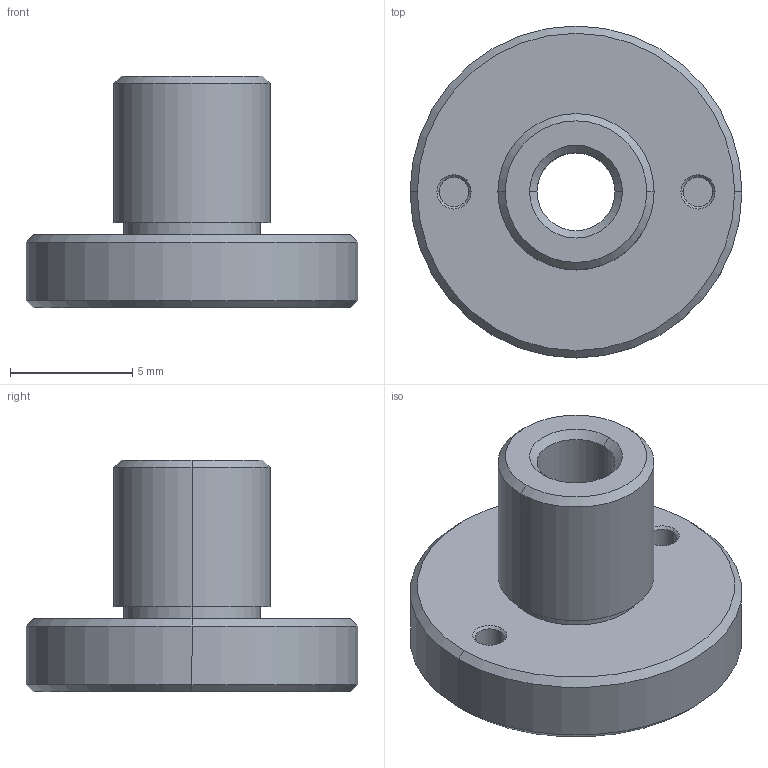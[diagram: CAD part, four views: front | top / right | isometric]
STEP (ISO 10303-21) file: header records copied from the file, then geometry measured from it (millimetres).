
FILE_DESCRIPTION (( 'STEP AP203' ), '1' );
FILE_NAME ('528305.STEP', '2023-08-01T03:09:53', ( 'Windows User' ), ( 'P R C' ), 'SwSTEP 2.0', 'SolidWorks 2020', '' );
FILE_SCHEMA (( 'CONFIG_CONTROL_DESIGN' ));
Length unit declared in the file: millimetre
Products named in the file (1): 528305
Bounding box: 13.6 x 13.6 x 9.5 mm (x, y, z)
Volume: 555.7 mm3; surface area: 631.3 mm2
Topology: 1 solids, 1 shells, 32 faces, 64 edges, 38 vertices
Faces by surface type: cone 14, cylinder 12, plane 6
Entity records: 915 total; most frequent: DIRECTION 168, CARTESIAN_POINT 135, ORIENTED_EDGE 128, AXIS2_PLACEMENT_3D 71, EDGE_CURVE 64, CIRCLE 38, VERTEX_POINT 38, EDGE_LOOP 38
